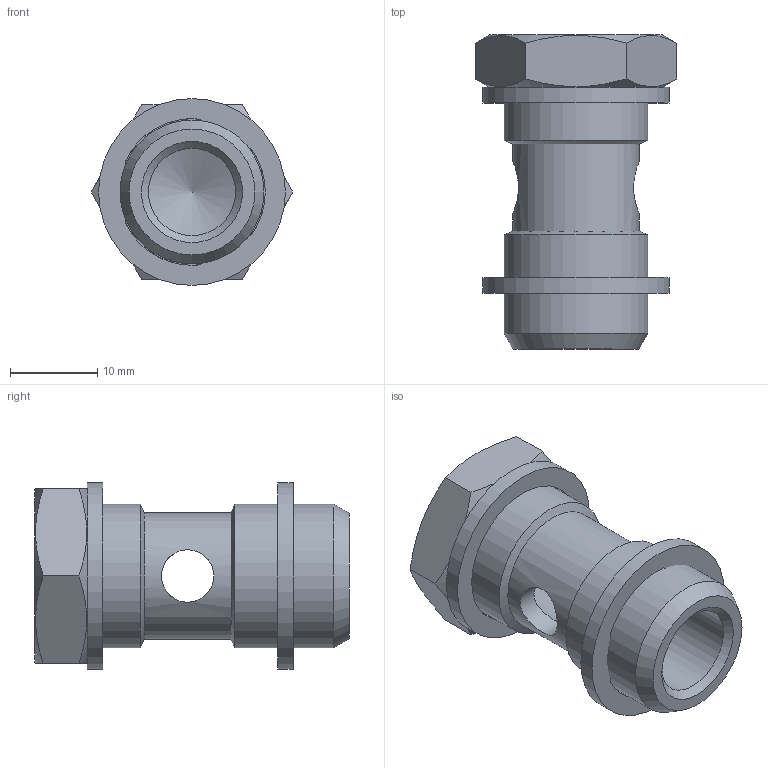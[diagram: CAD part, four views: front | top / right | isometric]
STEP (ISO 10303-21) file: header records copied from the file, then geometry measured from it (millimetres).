
FILE_DESCRIPTION(/* description */ ('STEP AP214'),/* implementation_level */ '2;1');
FILE_NAME(/* name */ 'A0210003',/* time_stamp */ '2023-04-13T13:49:11+02:00',/* author */ ('License CC BY-ND 4.0'),/* organization */ ('CADENAS'),/* preprocessor_version */ 'ST-DEVELOPER v19.3',/* originating_system */ 'PARTsolutions',/* authorisation */ ' ');
FILE_SCHEMA (('AUTOMOTIVE_DESIGN {1 0 10303 214 3 1 1}'));
Length unit declared in the file: millimetre
Products named in the file (4): A0210003; A0210003_PART3; A0210003_PART2; A0210003_PART1
Assembly tree (3 placements, depth 2):
  A0210003
    A0210003_PART3
    A0210003_PART2
    A0210003_PART1
Bounding box: 23.09 x 36 x 21.4 mm (x, y, z)
Volume: 5866.2 mm3; surface area: 4491.4 mm2
Topology: 3 solids, 3 shells, 36 faces, 80 edges, 51 vertices
Faces by surface type: plane 19, cylinder 10, cone 7
Full cylindrical faces by diameter (mm): 6 x2, 10 x1, 14.5 x1, 16.5 x2, 16.8 x2, 21.4 x2
Entity records: 1242 total; most frequent: CARTESIAN_POINT 279, DIRECTION 148, ORIENTED_EDGE 118, AXIS2_PLACEMENT_3D 65, FACE_BOUND 63, EDGE_LOOP 62, EDGE_CURVE 59, VERTEX_POINT 48
